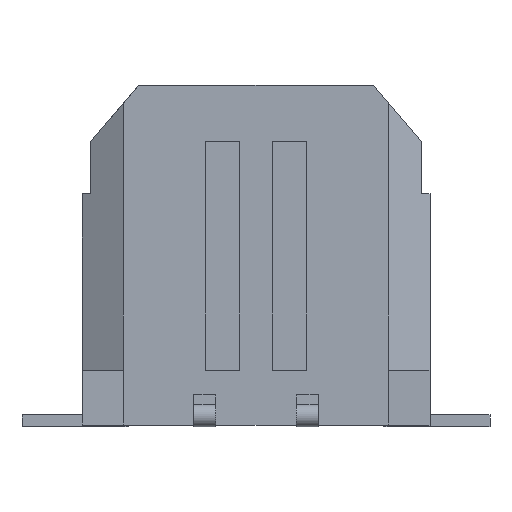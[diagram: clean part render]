
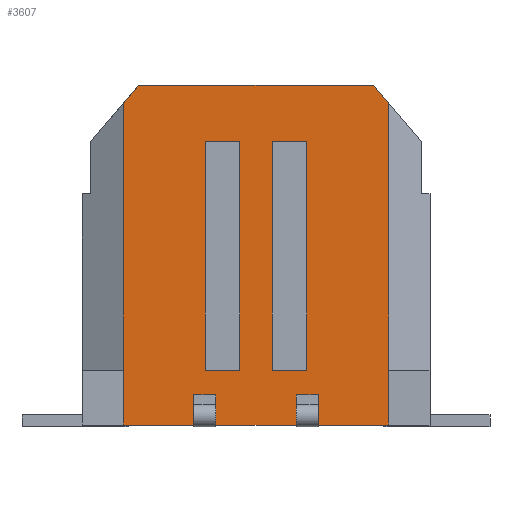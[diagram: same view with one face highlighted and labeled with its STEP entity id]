
A CAD part, front view. The second image highlights one B-rep face of the part: STEP entity #3607.
In plain terms, the highlighted planar face has unit normal (0, -1, 0).
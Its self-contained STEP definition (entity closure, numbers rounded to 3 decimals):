
#53=DIRECTION('',(1.,0.,0.));
#54=VECTOR('',#53,1.);
#55=CARTESIAN_POINT('',(-1.475,-3.43,3.315));
#56=LINE('',#55,#54);
#57=DIRECTION('',(0.,0.,1.));
#58=VECTOR('',#57,6.67);
#59=CARTESIAN_POINT('',(-1.475,-3.43,-3.355));
#60=LINE('',#59,#58);
#61=DIRECTION('',(1.,0.,0.));
#62=VECTOR('',#61,1.);
#63=CARTESIAN_POINT('',(-1.475,-3.43,-3.355));
#64=LINE('',#63,#62);
#65=DIRECTION('',(0.,0.,1.));
#66=VECTOR('',#65,6.67);
#67=CARTESIAN_POINT('',(-0.475,-3.43,-3.355));
#68=LINE('',#67,#66);
#69=DIRECTION('',(1.,0.,0.));
#70=VECTOR('',#69,1.);
#71=CARTESIAN_POINT('',(0.475,-3.43,3.315));
#72=LINE('',#71,#70);
#73=DIRECTION('',(0.,0.,1.));
#74=VECTOR('',#73,6.67);
#75=CARTESIAN_POINT('',(0.475,-3.43,-3.355));
#76=LINE('',#75,#74);
#77=DIRECTION('',(1.,0.,0.));
#78=VECTOR('',#77,1.);
#79=CARTESIAN_POINT('',(0.475,-3.43,-3.355));
#80=LINE('',#79,#78);
#81=DIRECTION('',(0.,0.,1.));
#82=VECTOR('',#81,6.67);
#83=CARTESIAN_POINT('',(1.475,-3.43,-3.355));
#84=LINE('',#83,#82);
#85=DIRECTION('',(0.,0.,1.));
#86=VECTOR('',#85,0.64);
#87=CARTESIAN_POINT('',(-1.18,-3.43,-4.714));
#88=LINE('',#87,#86);
#89=DIRECTION('',(0.,0.,1.));
#90=VECTOR('',#89,0.64);
#91=CARTESIAN_POINT('',(-1.82,-3.43,-4.714));
#92=LINE('',#91,#90);
#93=DIRECTION('',(0.,0.,-1.));
#94=VECTOR('',#93,0.241);
#95=CARTESIAN_POINT('',(-1.82,-3.43,-4.714));
#96=LINE('',#95,#94);
#97=DIRECTION('',(0.,0.,-1.));
#98=VECTOR('',#97,7.783);
#99=CARTESIAN_POINT('',(-3.875,-3.43,4.428));
#100=LINE('',#99,#98);
#101=DIRECTION('',(-0.649,0.,-0.761));
#102=VECTOR('',#101,0.693);
#103=CARTESIAN_POINT('',(-3.425,-3.43,4.955));
#104=LINE('',#103,#102);
#105=DIRECTION('',(1.,0.,0.));
#106=VECTOR('',#105,6.85);
#107=CARTESIAN_POINT('',(-3.425,-3.43,4.955));
#108=LINE('',#107,#106);
#109=DIRECTION('',(-0.649,0.,0.761));
#110=VECTOR('',#109,0.693);
#111=CARTESIAN_POINT('',(3.875,-3.43,4.428));
#112=LINE('',#111,#110);
#113=DIRECTION('',(0.,0.,-1.));
#114=VECTOR('',#113,7.783);
#115=CARTESIAN_POINT('',(3.875,-3.43,4.428));
#116=LINE('',#115,#114);
#117=DIRECTION('',(0.,0.,-1.));
#118=VECTOR('',#117,1.6);
#119=CARTESIAN_POINT('',(3.875,-3.43,-3.355));
#120=LINE('',#119,#118);
#121=DIRECTION('',(0.,0.,-1.));
#122=VECTOR('',#121,0.241);
#123=CARTESIAN_POINT('',(1.82,-3.43,-4.714));
#124=LINE('',#123,#122);
#125=DIRECTION('',(0.,0.,1.));
#126=VECTOR('',#125,0.64);
#127=CARTESIAN_POINT('',(1.82,-3.43,-4.714));
#128=LINE('',#127,#126);
#129=DIRECTION('',(0.,0.,1.));
#130=VECTOR('',#129,0.64);
#131=CARTESIAN_POINT('',(1.18,-3.43,-4.714));
#132=LINE('',#131,#130);
#133=DIRECTION('',(0.,0.,-1.));
#134=VECTOR('',#133,0.241);
#135=CARTESIAN_POINT('',(1.18,-3.43,-4.714));
#136=LINE('',#135,#134);
#137=DIRECTION('',(0.,0.,-1.));
#138=VECTOR('',#137,0.241);
#139=CARTESIAN_POINT('',(-1.18,-3.43,-4.714));
#140=LINE('',#139,#138);
#919=DIRECTION('',(-1.,0.,0.));
#920=VECTOR('',#919,0.64);
#921=CARTESIAN_POINT('',(-1.18,-3.43,-4.074));
#922=LINE('',#921,#920);
#2031=DIRECTION('',(-1.,0.,0.));
#2032=VECTOR('',#2031,0.64);
#2033=CARTESIAN_POINT('',(1.82,-3.43,-4.074));
#2034=LINE('',#2033,#2032);
#2095=DIRECTION('',(-1.,0.,0.));
#2096=VECTOR('',#2095,2.055);
#2097=CARTESIAN_POINT('',(-1.82,-3.43,-4.955));
#2098=LINE('',#2097,#2096);
#2103=DIRECTION('',(-1.,0.,0.));
#2104=VECTOR('',#2103,2.055);
#2105=CARTESIAN_POINT('',(3.875,-3.43,-4.955));
#2106=LINE('',#2105,#2104);
#2119=DIRECTION('',(-1.,0.,0.));
#2120=VECTOR('',#2119,2.36);
#2121=CARTESIAN_POINT('',(1.18,-3.43,-4.955));
#2122=LINE('',#2121,#2120);
#2123=DIRECTION('',(0.,0.,-1.));
#2124=VECTOR('',#2123,1.6);
#2125=CARTESIAN_POINT('',(-3.875,-3.43,-3.355));
#2126=LINE('',#2125,#2124);
#2623=CARTESIAN_POINT('',(-3.425,-3.43,4.955));
#2624=CARTESIAN_POINT('',(3.425,-3.43,4.955));
#2625=VERTEX_POINT('',#2623);
#2626=VERTEX_POINT('',#2624);
#2719=CARTESIAN_POINT('',(-1.18,-3.43,-4.955));
#2721=VERTEX_POINT('',#2719);
#2723=CARTESIAN_POINT('',(-1.82,-3.43,-4.955));
#2725=VERTEX_POINT('',#2723);
#2727=CARTESIAN_POINT('',(1.82,-3.43,-4.955));
#2729=VERTEX_POINT('',#2727);
#2731=CARTESIAN_POINT('',(1.18,-3.43,-4.955));
#2733=VERTEX_POINT('',#2731);
#2744=CARTESIAN_POINT('',(3.875,-3.43,-3.355));
#2746=VERTEX_POINT('',#2744);
#2748=CARTESIAN_POINT('',(-3.875,-3.43,-3.355));
#2750=VERTEX_POINT('',#2748);
#2757=CARTESIAN_POINT('',(3.875,-3.43,-4.955));
#2758=VERTEX_POINT('',#2757);
#2759=CARTESIAN_POINT('',(-3.875,-3.43,-4.955));
#2760=VERTEX_POINT('',#2759);
#2833=CARTESIAN_POINT('',(1.82,-3.43,-4.714));
#2834=CARTESIAN_POINT('',(1.82,-3.43,-4.074));
#2835=VERTEX_POINT('',#2833);
#2836=VERTEX_POINT('',#2834);
#2837=CARTESIAN_POINT('',(1.18,-3.43,-4.714));
#2838=CARTESIAN_POINT('',(1.18,-3.43,-4.074));
#2839=VERTEX_POINT('',#2837);
#2840=VERTEX_POINT('',#2838);
#2949=CARTESIAN_POINT('',(-1.475,-3.43,3.315));
#2950=CARTESIAN_POINT('',(-0.475,-3.43,3.315));
#2951=VERTEX_POINT('',#2949);
#2952=VERTEX_POINT('',#2950);
#2953=CARTESIAN_POINT('',(0.475,-3.43,3.315));
#2954=CARTESIAN_POINT('',(1.475,-3.43,3.315));
#2955=VERTEX_POINT('',#2953);
#2956=VERTEX_POINT('',#2954);
#2957=CARTESIAN_POINT('',(-1.475,-3.43,-3.355));
#2958=CARTESIAN_POINT('',(-0.475,-3.43,-3.355));
#2959=VERTEX_POINT('',#2957);
#2960=VERTEX_POINT('',#2958);
#2961=CARTESIAN_POINT('',(0.475,-3.43,-3.355));
#2962=CARTESIAN_POINT('',(1.475,-3.43,-3.355));
#2963=VERTEX_POINT('',#2961);
#2964=VERTEX_POINT('',#2962);
#3137=CARTESIAN_POINT('',(3.875,-3.43,4.428));
#3138=VERTEX_POINT('',#3137);
#3139=CARTESIAN_POINT('',(-3.875,-3.43,4.428));
#3140=VERTEX_POINT('',#3139);
#3359=CARTESIAN_POINT('',(-1.18,-3.43,-4.714));
#3360=CARTESIAN_POINT('',(-1.18,-3.43,-4.074));
#3361=VERTEX_POINT('',#3359);
#3362=VERTEX_POINT('',#3360);
#3363=CARTESIAN_POINT('',(-1.82,-3.43,-4.714));
#3364=CARTESIAN_POINT('',(-1.82,-3.43,-4.074));
#3365=VERTEX_POINT('',#3363);
#3366=VERTEX_POINT('',#3364);
#3541=CARTESIAN_POINT('',(-4.825,-3.43,4.955));
#3542=DIRECTION('',(0.,-1.,0.));
#3543=DIRECTION('',(0.,0.,-1.));
#3544=AXIS2_PLACEMENT_3D('',#3541,#3542,#3543);
#3545=PLANE('',#3544);
#3547=ORIENTED_EDGE('',*,*,#3546,.T.);
#3549=ORIENTED_EDGE('',*,*,#3548,.T.);
#3551=ORIENTED_EDGE('',*,*,#3550,.F.);
#3553=ORIENTED_EDGE('',*,*,#3552,.T.);
#3555=ORIENTED_EDGE('',*,*,#3554,.T.);
#3557=ORIENTED_EDGE('',*,*,#3556,.F.);
#3558=ORIENTED_EDGE('',*,*,#3528,.F.);
#3560=ORIENTED_EDGE('',*,*,#3559,.F.);
#3562=ORIENTED_EDGE('',*,*,#3561,.T.);
#3564=ORIENTED_EDGE('',*,*,#3563,.F.);
#3566=ORIENTED_EDGE('',*,*,#3565,.T.);
#3568=ORIENTED_EDGE('',*,*,#3567,.T.);
#3570=ORIENTED_EDGE('',*,*,#3569,.T.);
#3572=ORIENTED_EDGE('',*,*,#3571,.F.);
#3574=ORIENTED_EDGE('',*,*,#3573,.T.);
#3576=ORIENTED_EDGE('',*,*,#3575,.T.);
#3578=ORIENTED_EDGE('',*,*,#3577,.F.);
#3580=ORIENTED_EDGE('',*,*,#3579,.T.);
#3582=ORIENTED_EDGE('',*,*,#3581,.T.);
#3584=ORIENTED_EDGE('',*,*,#3583,.F.);
#3585=EDGE_LOOP('',(#3547,#3549,#3551,#3553,#3555,#3557,#3558,#3560,#3562,#3564,
#3566,#3568,#3570,#3572,#3574,#3576,#3578,#3580,#3582,#3584));
#3586=FACE_OUTER_BOUND('',#3585,.F.);
#3588=ORIENTED_EDGE('',*,*,#3587,.F.);
#3590=ORIENTED_EDGE('',*,*,#3589,.F.);
#3592=ORIENTED_EDGE('',*,*,#3591,.T.);
#3594=ORIENTED_EDGE('',*,*,#3593,.T.);
#3595=EDGE_LOOP('',(#3588,#3590,#3592,#3594));
#3596=FACE_BOUND('',#3595,.F.);
#3598=ORIENTED_EDGE('',*,*,#3597,.F.);
#3600=ORIENTED_EDGE('',*,*,#3599,.F.);
#3602=ORIENTED_EDGE('',*,*,#3601,.T.);
#3604=ORIENTED_EDGE('',*,*,#3603,.T.);
#3605=EDGE_LOOP('',(#3598,#3600,#3602,#3604));
#3606=FACE_BOUND('',#3605,.F.);
#3607=ADVANCED_FACE('',(#3586,#3596,#3606),#3545,.T.);
#3528=EDGE_CURVE('',#3140,#2750,#100,.T.);
#3546=EDGE_CURVE('',#3361,#3362,#88,.T.);
#3548=EDGE_CURVE('',#3362,#3366,#922,.T.);
#3550=EDGE_CURVE('',#3365,#3366,#92,.T.);
#3552=EDGE_CURVE('',#3365,#2725,#96,.T.);
#3554=EDGE_CURVE('',#2725,#2760,#2098,.T.);
#3556=EDGE_CURVE('',#2750,#2760,#2126,.T.);
#3559=EDGE_CURVE('',#2625,#3140,#104,.T.);
#3561=EDGE_CURVE('',#2625,#2626,#108,.T.);
#3563=EDGE_CURVE('',#3138,#2626,#112,.T.);
#3565=EDGE_CURVE('',#3138,#2746,#116,.T.);
#3567=EDGE_CURVE('',#2746,#2758,#120,.T.);
#3569=EDGE_CURVE('',#2758,#2729,#2106,.T.);
#3571=EDGE_CURVE('',#2835,#2729,#124,.T.);
#3573=EDGE_CURVE('',#2835,#2836,#128,.T.);
#3575=EDGE_CURVE('',#2836,#2840,#2034,.T.);
#3577=EDGE_CURVE('',#2839,#2840,#132,.T.);
#3579=EDGE_CURVE('',#2839,#2733,#136,.T.);
#3581=EDGE_CURVE('',#2733,#2721,#2122,.T.);
#3583=EDGE_CURVE('',#3361,#2721,#140,.T.);
#3587=EDGE_CURVE('',#2955,#2956,#72,.T.);
#3589=EDGE_CURVE('',#2963,#2955,#76,.T.);
#3591=EDGE_CURVE('',#2963,#2964,#80,.T.);
#3593=EDGE_CURVE('',#2964,#2956,#84,.T.);
#3597=EDGE_CURVE('',#2951,#2952,#56,.T.);
#3599=EDGE_CURVE('',#2959,#2951,#60,.T.);
#3601=EDGE_CURVE('',#2959,#2960,#64,.T.);
#3603=EDGE_CURVE('',#2960,#2952,#68,.T.);
